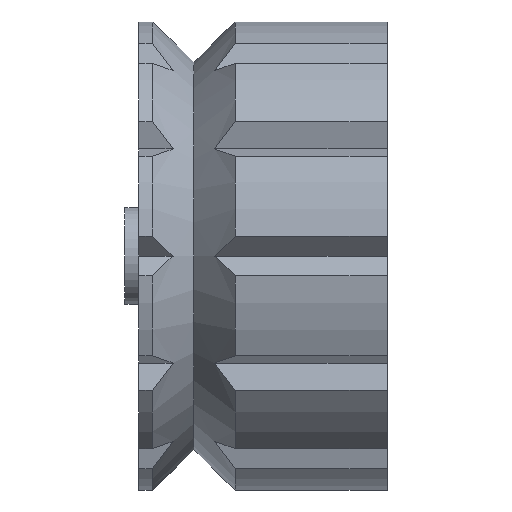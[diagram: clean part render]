
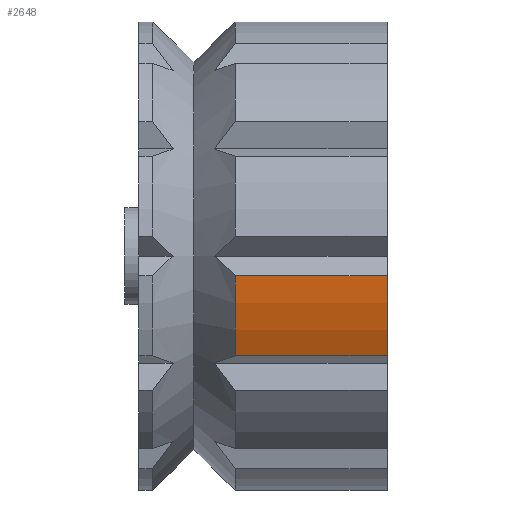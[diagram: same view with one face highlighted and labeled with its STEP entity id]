
A CAD part, front view. The second image highlights one B-rep face of the part: STEP entity #2648.
In plain terms, the highlighted cylindrical face has radius 17 mm (diameter 34 mm), a partial arc.
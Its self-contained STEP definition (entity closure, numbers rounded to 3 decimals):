
#207=LINE('',#4108,#421);
#208=LINE('',#4112,#422);
#421=VECTOR('',#3249,10.);
#422=VECTOR('',#3254,10.);
#579=CYLINDRICAL_SURFACE('',#2856,17.);
#647=FACE_OUTER_BOUND('',#804,.T.);
#804=EDGE_LOOP('',(#1904,#1905,#1906,#1907));
#945=CIRCLE('',#2800,17.);
#975=CIRCLE('',#2857,17.);
#1061=VERTEX_POINT('',#3848);
#1062=VERTEX_POINT('',#3852);
#1141=VERTEX_POINT('',#4106);
#1142=VERTEX_POINT('',#4110);
#1331=EDGE_CURVE('',#1062,#1061,#945,.T.);
#1437=EDGE_CURVE('',#1061,#1141,#207,.T.);
#1438=EDGE_CURVE('',#1142,#1141,#975,.T.);
#1439=EDGE_CURVE('',#1142,#1062,#208,.T.);
#1904=ORIENTED_EDGE('',*,*,#1437,.T.);
#1905=ORIENTED_EDGE('',*,*,#1438,.F.);
#1906=ORIENTED_EDGE('',*,*,#1439,.T.);
#1907=ORIENTED_EDGE('',*,*,#1331,.T.);
#2648=ADVANCED_FACE('',(#647),#579,.T.);
#2800=AXIS2_PLACEMENT_3D('',#3853,#3083,#3084);
#2856=AXIS2_PLACEMENT_3D('',#4109,#3250,#3251);
#2857=AXIS2_PLACEMENT_3D('',#4111,#3252,#3253);
#3083=DIRECTION('center_axis',(1.,0.,0.));
#3084=DIRECTION('ref_axis',(0.,0.,-1.));
#3249=DIRECTION('',(1.,0.,0.));
#3250=DIRECTION('center_axis',(1.,0.,0.));
#3251=DIRECTION('ref_axis',(0.,0.,-1.));
#3252=DIRECTION('center_axis',(1.,0.,0.));
#3253=DIRECTION('ref_axis',(0.,0.,-1.));
#3254=DIRECTION('',(-1.,0.,0.));
#3848=CARTESIAN_POINT('',(3.,-15.389,-7.223));
#3852=CARTESIAN_POINT('',(3.,-16.939,-1.439));
#3853=CARTESIAN_POINT('Origin',(3.,0.,0.));
#4106=CARTESIAN_POINT('',(14.,-15.389,-7.223));
#4108=CARTESIAN_POINT('',(0.,-15.389,-7.223));
#4109=CARTESIAN_POINT('Origin',(0.,0.,0.));
#4110=CARTESIAN_POINT('',(14.,-16.939,-1.439));
#4111=CARTESIAN_POINT('Origin',(14.,0.,0.));
#4112=CARTESIAN_POINT('',(0.,-16.939,-1.439));
